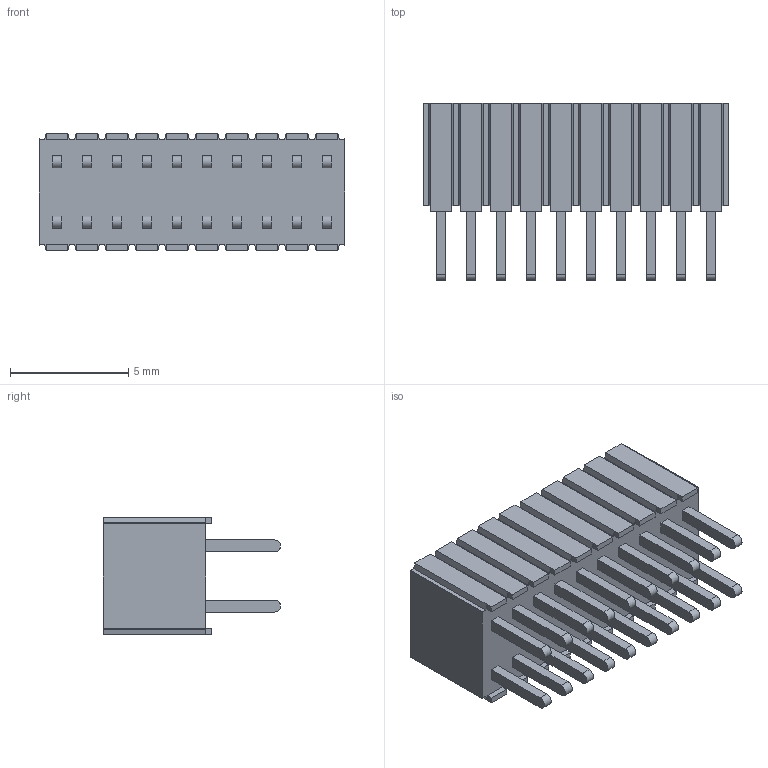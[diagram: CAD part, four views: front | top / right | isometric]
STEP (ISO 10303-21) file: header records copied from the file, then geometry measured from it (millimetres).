
FILE_DESCRIPTION (( 'STEP AP214' ), '1' );
FILE_NAME ('Samtec-DEFAULT.step', '2010-01-15T00:08:18', ( 'SysAdmin' ), ( 'SolidWorks' ), 'SwSTEP 2.0', 'SolidWorks 2010', '' );
FILE_SCHEMA (( 'AUTOMOTIVE_DESIGN' ));
Length unit declared in the file: inch
Products named in the file (1): Samtec-DEFAULT
Bounding box: 12.93 x 7.49 x 4.98 mm (x, y, z)
Volume: 250.4 mm3; surface area: 899.1 mm2
Topology: 1 solids, 1 shells, 910 faces, 2344 edges, 1496 vertices
Faces by surface type: plane 870, cylinder 40
Entity records: 34078 total; most frequent: CARTESIAN_POINT 4751, ORIENTED_EDGE 4688, DIRECTION 4246, EDGE_CURVE 2344, VECTOR 2264, LINE 2264, VERTEX_POINT 1496, AXIS2_PLACEMENT_3D 991
